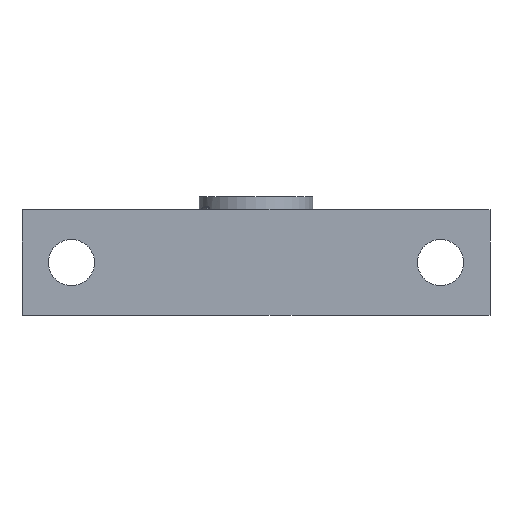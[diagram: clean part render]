
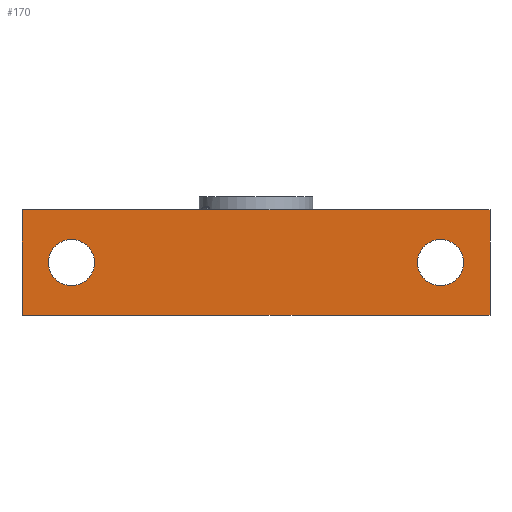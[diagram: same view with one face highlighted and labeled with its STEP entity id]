
A CAD part, front view. The second image highlights one B-rep face of the part: STEP entity #170.
In plain terms, the highlighted planar face has unit normal (0, -1, 0).
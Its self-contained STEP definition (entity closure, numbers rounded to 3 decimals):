
#170 = ADVANCED_FACE( '', ( #283, #284, #285 ), #286, .F. );
#283 = FACE_BOUND( '', #411, .T. );
#284 = FACE_BOUND( '', #412, .T. );
#285 = FACE_OUTER_BOUND( '', #413, .T. );
#286 = PLANE( '', #414 );
#411 = EDGE_LOOP( '', ( #691 ) );
#412 = EDGE_LOOP( '', ( #692 ) );
#413 = EDGE_LOOP( '', ( #693, #694, #695, #696 ) );
#414 = AXIS2_PLACEMENT_3D( '', #697, #698, #699 );
#691 = ORIENTED_EDGE( '', *, *, #852, .T. );
#692 = ORIENTED_EDGE( '', *, *, #853, .T. );
#693 = ORIENTED_EDGE( '', *, *, #854, .F. );
#694 = ORIENTED_EDGE( '', *, *, #818, .F. );
#695 = ORIENTED_EDGE( '', *, *, #855, .F. );
#696 = ORIENTED_EDGE( '', *, *, #811, .F. );
#697 = CARTESIAN_POINT( '', ( 0., -19., 0. ) );
#698 = DIRECTION( '', ( 0., 1., 0. ) );
#699 = DIRECTION( '', ( 0., 0., 1. ) );
#811 = EDGE_CURVE( '', #940, #942, #943, .T. );
#818 = EDGE_CURVE( '', #954, #956, #957, .T. );
#852 = EDGE_CURVE( '', #1009, #1009, #1010, .T. );
#853 = EDGE_CURVE( '', #1011, #1011, #1012, .T. );
#854 = EDGE_CURVE( '', #956, #940, #1013, .T. );
#855 = EDGE_CURVE( '', #942, #954, #1014, .T. );
#940 = VERTEX_POINT( '', #1328 );
#942 = VERTEX_POINT( '', #1331 );
#943 = LINE( '', #1332, #1333 );
#954 = VERTEX_POINT( '', #1348 );
#956 = VERTEX_POINT( '', #1351 );
#957 = LINE( '', #1352, #1353 );
#1009 = VERTEX_POINT( '', #1425 );
#1010 = CIRCLE( '', #1426, 3.5 );
#1011 = VERTEX_POINT( '', #1427 );
#1012 = CIRCLE( '', #1428, 3.5 );
#1013 = LINE( '', #1429, #1430 );
#1014 = LINE( '', #1431, #1432 );
#1328 = CARTESIAN_POINT( '', ( -35.5, -19., 8. ) );
#1331 = CARTESIAN_POINT( '', ( 35.5, -19., 8. ) );
#1332 = CARTESIAN_POINT( '', ( -35.5, -19., 8. ) );
#1333 = VECTOR( '', #1499, 1000. );
#1348 = CARTESIAN_POINT( '', ( 35.5, -19., -8. ) );
#1351 = CARTESIAN_POINT( '', ( -35.5, -19., -8. ) );
#1352 = CARTESIAN_POINT( '', ( 35.5, -19., -8. ) );
#1353 = VECTOR( '', #1508, 1000. );
#1425 = CARTESIAN_POINT( '', ( -24.5, -19., 0. ) );
#1426 = AXIS2_PLACEMENT_3D( '', #1568, #1569, #1570 );
#1427 = CARTESIAN_POINT( '', ( 31.5, -19., 0. ) );
#1428 = AXIS2_PLACEMENT_3D( '', #1571, #1572, #1573 );
#1429 = CARTESIAN_POINT( '', ( -35.5, -19., -8. ) );
#1430 = VECTOR( '', #1574, 1000. );
#1431 = CARTESIAN_POINT( '', ( 35.5, -19., 8. ) );
#1432 = VECTOR( '', #1575, 1000. );
#1499 = DIRECTION( '', ( 1., 0., 0. ) );
#1508 = DIRECTION( '', ( -1., 0., 0. ) );
#1568 = CARTESIAN_POINT( '', ( -28., -19., 0. ) );
#1569 = DIRECTION( '', ( 0., 1., 0. ) );
#1570 = DIRECTION( '', ( 1., 0., 0. ) );
#1571 = CARTESIAN_POINT( '', ( 28., -19., 0. ) );
#1572 = DIRECTION( '', ( 0., 1., 0. ) );
#1573 = DIRECTION( '', ( 1., 0., 0. ) );
#1574 = DIRECTION( '', ( 0., 0., 1. ) );
#1575 = DIRECTION( '', ( 0., 0., -1. ) );
